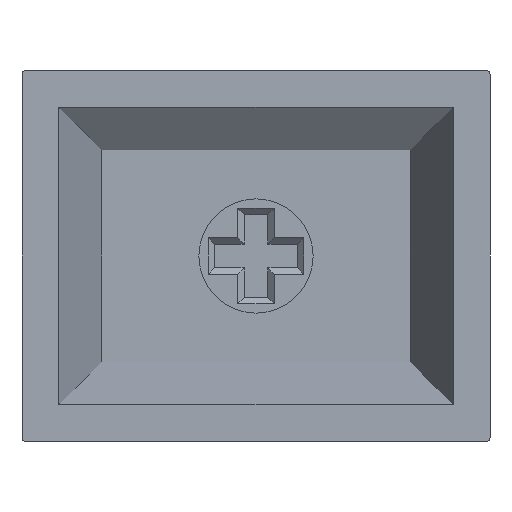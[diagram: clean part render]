
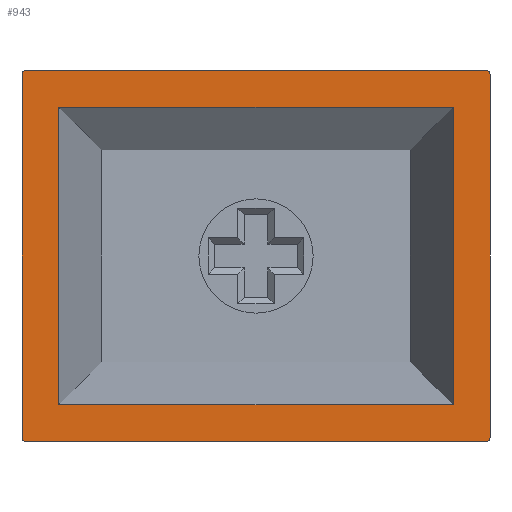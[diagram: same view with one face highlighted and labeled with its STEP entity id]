
A CAD part, front view. The second image highlights one B-rep face of the part: STEP entity #943.
In plain terms, the highlighted planar face has unit normal (0, -1, 0).
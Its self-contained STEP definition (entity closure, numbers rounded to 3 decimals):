
#55=FACE_BOUND('',#181,.T.);
#64=CIRCLE('',#987,0.2);
#65=CIRCLE('',#990,0.2);
#70=CIRCLE('',#1000,0.2);
#72=CIRCLE('',#1004,0.2);
#123=FACE_OUTER_BOUND('',#180,.T.);
#180=EDGE_LOOP('',(#819,#820,#821,#822,#823,#824,#825,#826));
#181=EDGE_LOOP('',(#827,#828,#829,#830));
#248=LINE('',#1951,#344);
#254=LINE('',#1965,#350);
#265=LINE('',#2046,#361);
#270=LINE('',#2061,#366);
#271=LINE('',#2068,#367);
#275=LINE('',#2075,#371);
#278=LINE('',#2120,#374);
#279=LINE('',#2122,#375);
#344=VECTOR('',#1151,10.);
#350=VECTOR('',#1163,10.);
#361=VECTOR('',#1192,10.);
#366=VECTOR('',#1205,10.);
#367=VECTOR('',#1214,10.);
#371=VECTOR('',#1220,10.);
#374=VECTOR('',#1229,10.);
#375=VECTOR('',#1232,10.);
#431=VERTEX_POINT('',#1949);
#432=VERTEX_POINT('',#1950);
#435=VERTEX_POINT('',#1958);
#436=VERTEX_POINT('',#1960);
#437=VERTEX_POINT('',#1964);
#438=VERTEX_POINT('',#1968);
#446=VERTEX_POINT('',#2044);
#449=VERTEX_POINT('',#2051);
#450=VERTEX_POINT('',#2053);
#452=VERTEX_POINT('',#2058);
#453=VERTEX_POINT('',#2066);
#454=VERTEX_POINT('',#2067);
#543=EDGE_CURVE('',#431,#432,#248,.T.);
#548=EDGE_CURVE('',#435,#436,#64,.T.);
#550=EDGE_CURVE('',#436,#437,#254,.T.);
#552=EDGE_CURVE('',#437,#438,#65,.T.);
#567=EDGE_CURVE('',#435,#446,#265,.T.);
#570=EDGE_CURVE('',#449,#450,#70,.T.);
#574=EDGE_CURVE('',#450,#452,#270,.T.);
#576=EDGE_CURVE('',#452,#446,#72,.T.);
#577=EDGE_CURVE('',#453,#454,#271,.T.);
#581=EDGE_CURVE('',#454,#431,#275,.T.);
#585=EDGE_CURVE('',#432,#453,#278,.T.);
#586=EDGE_CURVE('',#438,#449,#279,.T.);
#819=ORIENTED_EDGE('',*,*,#586,.F.);
#820=ORIENTED_EDGE('',*,*,#552,.F.);
#821=ORIENTED_EDGE('',*,*,#550,.F.);
#822=ORIENTED_EDGE('',*,*,#548,.F.);
#823=ORIENTED_EDGE('',*,*,#567,.T.);
#824=ORIENTED_EDGE('',*,*,#576,.F.);
#825=ORIENTED_EDGE('',*,*,#574,.F.);
#826=ORIENTED_EDGE('',*,*,#570,.F.);
#827=ORIENTED_EDGE('',*,*,#585,.T.);
#828=ORIENTED_EDGE('',*,*,#577,.T.);
#829=ORIENTED_EDGE('',*,*,#581,.T.);
#830=ORIENTED_EDGE('',*,*,#543,.T.);
#891=PLANE('',#1010);
#943=ADVANCED_FACE('',(#123,#55),#891,.F.);
#987=AXIS2_PLACEMENT_3D('',#1961,#1158,#1159);
#990=AXIS2_PLACEMENT_3D('',#1969,#1167,#1168);
#1000=AXIS2_PLACEMENT_3D('',#2054,#1198,#1199);
#1004=AXIS2_PLACEMENT_3D('',#2064,#1210,#1211);
#1010=AXIS2_PLACEMENT_3D('',#2121,#1230,#1231);
#1151=DIRECTION('',(0.,0.,-1.));
#1158=DIRECTION('center_axis',(0.,1.,0.));
#1159=DIRECTION('ref_axis',(0.707,0.,0.707));
#1163=DIRECTION('',(0.,0.,-1.));
#1167=DIRECTION('center_axis',(0.,1.,0.));
#1168=DIRECTION('ref_axis',(0.707,0.,-0.707));
#1192=DIRECTION('',(-1.,0.,0.));
#1198=DIRECTION('center_axis',(0.,1.,0.));
#1199=DIRECTION('ref_axis',(-0.707,0.,-0.707));
#1205=DIRECTION('',(0.,0.,1.));
#1210=DIRECTION('center_axis',(0.,1.,0.));
#1211=DIRECTION('ref_axis',(-0.707,0.,0.707));
#1214=DIRECTION('',(0.,0.,1.));
#1220=DIRECTION('',(1.,0.,0.));
#1229=DIRECTION('',(-1.,0.,0.));
#1230=DIRECTION('center_axis',(0.,1.,0.));
#1231=DIRECTION('ref_axis',(1.,0.,0.));
#1232=DIRECTION('',(-1.,0.,0.));
#1949=CARTESIAN_POINT('',(9.675,0.,7.3));
#1950=CARTESIAN_POINT('',(9.675,0.,-7.3));
#1951=CARTESIAN_POINT('',(9.675,0.,3.65));
#1958=CARTESIAN_POINT('',(11.275,0.,9.1));
#1960=CARTESIAN_POINT('',(11.475,0.,8.9));
#1961=CARTESIAN_POINT('Origin',(11.275,0.,8.9));
#1964=CARTESIAN_POINT('',(11.475,0.,-8.9));
#1965=CARTESIAN_POINT('',(11.475,0.,9.1));
#1968=CARTESIAN_POINT('',(11.275,0.,-9.1));
#1969=CARTESIAN_POINT('Origin',(11.275,0.,-8.9));
#2044=CARTESIAN_POINT('',(-11.275,0.,9.1));
#2046=CARTESIAN_POINT('',(2.375,0.,9.1));
#2051=CARTESIAN_POINT('',(-11.275,0.,-9.1));
#2053=CARTESIAN_POINT('',(-11.475,0.,-8.9));
#2054=CARTESIAN_POINT('Origin',(-11.275,0.,-8.9));
#2058=CARTESIAN_POINT('',(-11.475,0.,8.9));
#2061=CARTESIAN_POINT('',(-11.475,0.,-9.1));
#2064=CARTESIAN_POINT('Origin',(-11.275,0.,8.9));
#2066=CARTESIAN_POINT('',(-9.675,0.,-7.3));
#2067=CARTESIAN_POINT('',(-9.675,0.,7.3));
#2068=CARTESIAN_POINT('',(-9.675,0.,-3.65));
#2075=CARTESIAN_POINT('',(-6.025,0.,7.3));
#2120=CARTESIAN_POINT('',(2.375,0.,-7.3));
#2121=CARTESIAN_POINT('Origin',(-2.375,0.,0.));
#2122=CARTESIAN_POINT('',(2.375,0.,-9.1));
